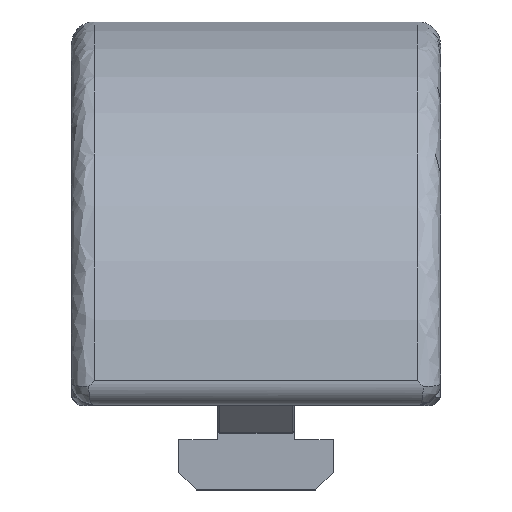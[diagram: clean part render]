
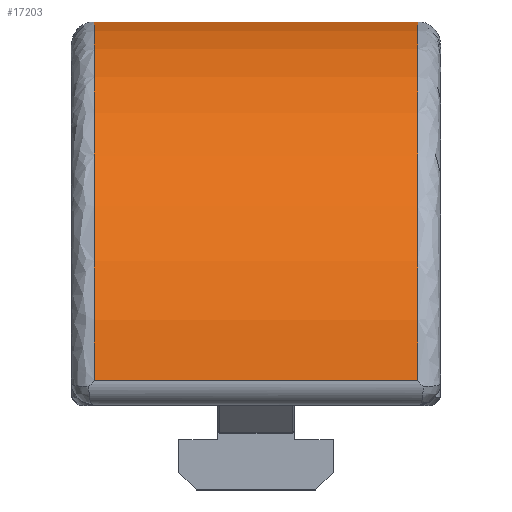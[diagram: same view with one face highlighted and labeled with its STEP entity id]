
A CAD part, top view. The second image highlights one B-rep face of the part: STEP entity #17203.
In plain terms, the highlighted cylindrical face has radius 50 mm (diameter 100 mm), a partial arc.
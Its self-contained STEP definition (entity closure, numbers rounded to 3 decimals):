
#17060=CARTESIAN_POINT('',(49.898,21.,3.191));
#17061=VERTEX_POINT('',#17060);
#17074=CARTESIAN_POINT('',(3.191,21.,49.898));
#17075=VERTEX_POINT('',#17074);
#17083=CARTESIAN_POINT('',(0.,21.,0.));
#17084=DIRECTION('',(0.0,-1.0,0.0));
#17085=DIRECTION('',(0.0,0.0,-1.0));
#17086=AXIS2_PLACEMENT_3D('',#17083,#17084,#17085);
#17087=CIRCLE('',#17086,50.);
#17088=EDGE_CURVE('',#17061,#17075,#17087,.T.);
#17104=CARTESIAN_POINT('',(3.191,-21.0,49.898));
#17105=VERTEX_POINT('',#17104);
#17113=CARTESIAN_POINT('',(3.191,21.,49.898));
#17114=DIRECTION('',(0.0,-1.0,0.0));
#17115=VECTOR('',#17114,42.0);
#17116=LINE('',#17113,#17115);
#17117=EDGE_CURVE('',#17075,#17105,#17116,.T.);
#17150=CARTESIAN_POINT('',(49.898,-21.0,3.191));
#17151=VERTEX_POINT('',#17150);
#17159=CARTESIAN_POINT('',(0.,-21.0,0.));
#17160=DIRECTION('',(0.0,1.0,0.0));
#17161=DIRECTION('',(0.0,0.0,-1.0));
#17162=AXIS2_PLACEMENT_3D('',#17159,#17160,#17161);
#17163=CIRCLE('',#17162,50.);
#17164=EDGE_CURVE('',#17105,#17151,#17163,.T.);
#17183=CARTESIAN_POINT('',(49.898,-21.,3.191));
#17184=DIRECTION('',(0.0,1.0,0.0));
#17185=VECTOR('',#17184,42.0);
#17186=LINE('',#17183,#17185);
#17187=EDGE_CURVE('',#17151,#17061,#17186,.T.);
#17192=CARTESIAN_POINT('',(0.,22.,0.));
#17193=DIRECTION('',(0.0,-1.0,0.0));
#17194=DIRECTION('',(0.0,0.0,-1.0));
#17195=AXIS2_PLACEMENT_3D('',#17192,#17193,#17194);
#17196=CYLINDRICAL_SURFACE('',#17195,50.);
#17197=ORIENTED_EDGE('',*,*,#17164,.T.);
#17198=ORIENTED_EDGE('',*,*,#17187,.T.);
#17199=ORIENTED_EDGE('',*,*,#17088,.T.);
#17200=ORIENTED_EDGE('',*,*,#17117,.T.);
#17201=EDGE_LOOP('',(#17197,#17198,#17199,#17200));
#17202=FACE_OUTER_BOUND('',#17201,.T.);
#17203=ADVANCED_FACE('',(#17202),#17196,.T.);
